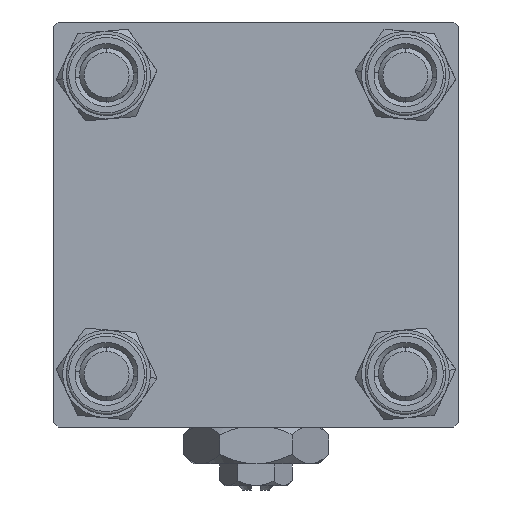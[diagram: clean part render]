
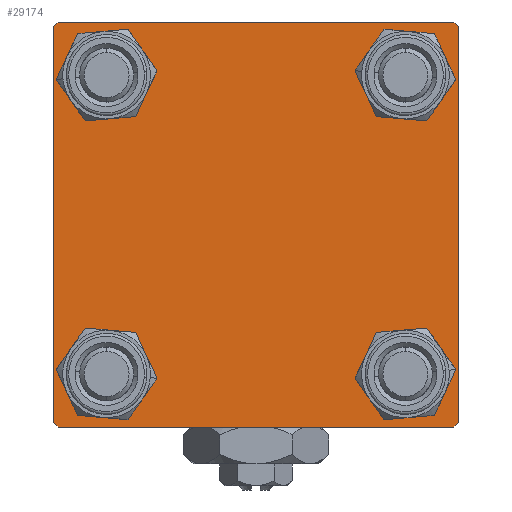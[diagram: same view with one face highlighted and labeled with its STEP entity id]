
A CAD part, left-side view. The second image highlights one B-rep face of the part: STEP entity #29174.
In plain terms, the highlighted planar face has unit normal (-1, 0, 0).
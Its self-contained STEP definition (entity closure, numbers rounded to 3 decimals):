
#1273 = EDGE_CURVE ( 'NONE', #33179, #51032, #56918, .T. ) ;
#1448 = VERTEX_POINT ( 'NONE', #23446 ) ;
#1601 = CIRCLE ( 'NONE', #6284, 3.5 ) ;
#2562 = CARTESIAN_POINT ( 'NONE',  ( 0., 22.5, 22. ) ) ;
#3323 = CARTESIAN_POINT ( 'NONE',  ( 0., -16.6, -20.1 ) ) ;
#3573 = CARTESIAN_POINT ( 'NONE',  ( 0., 22.25, -22.25 ) ) ;
#3734 = CARTESIAN_POINT ( 'NONE',  ( 0., -16.6, 13.1 ) ) ;
#3907 = DIRECTION ( 'NONE',  ( 0., 0., 1. ) ) ;
#3941 = CIRCLE ( 'NONE', #40824, 3.5 ) ;
#4300 = DIRECTION ( 'NONE',  ( 0., 0., 1. ) ) ;
#5082 = ORIENTED_EDGE ( 'NONE', *, *, #47560, .T. ) ;
#5828 = CIRCLE ( 'NONE', #57856, 3.5 ) ;
#6088 = VERTEX_POINT ( 'NONE', #51159 ) ;
#6245 = VECTOR ( 'NONE', #23211, 1000. ) ;
#6284 = AXIS2_PLACEMENT_3D ( 'NONE', #53510, #53796, #26549 ) ;
#7395 = DIRECTION ( 'NONE',  ( 0., -1., 0. ) ) ;
#7412 = ORIENTED_EDGE ( 'NONE', *, *, #26254, .T. ) ;
#7749 = EDGE_CURVE ( 'NONE', #58518, #36841, #17750, .T. ) ;
#7877 = LINE ( 'NONE', #40153, #12510 ) ;
#8129 = FACE_OUTER_BOUND ( 'NONE', #13231, .T. ) ;
#8211 = DIRECTION ( 'NONE',  ( 0., 0., 1. ) ) ;
#8416 = FACE_BOUND ( 'NONE', #29112, .T. ) ;
#8693 = CIRCLE ( 'NONE', #57839, 3.5 ) ;
#9601 = ORIENTED_EDGE ( 'NONE', *, *, #15128, .F. ) ;
#9838 = CARTESIAN_POINT ( 'NONE',  ( 0., 16.6, -20.1 ) ) ;
#10126 = DIRECTION ( 'NONE',  ( 0., 0., 1. ) ) ;
#11082 = CARTESIAN_POINT ( 'NONE',  ( 0., -22.5, -22. ) ) ;
#12144 = ORIENTED_EDGE ( 'NONE', *, *, #32141, .T. ) ;
#12435 = CARTESIAN_POINT ( 'NONE',  ( 0., -16.6, -16.6 ) ) ;
#12510 = VECTOR ( 'NONE', #22385, 1000. ) ;
#12734 = DIRECTION ( 'NONE',  ( 1., 0., 0. ) ) ;
#13077 = CARTESIAN_POINT ( 'NONE',  ( 0., 22.5, -22. ) ) ;
#13231 = EDGE_LOOP ( 'NONE', ( #37907, #22879, #7412, #34052, #18188, #54021, #9601, #5082 ) ) ;
#13488 = EDGE_CURVE ( 'NONE', #6088, #34427, #5828, .T. ) ;
#15115 = VERTEX_POINT ( 'NONE', #2562 ) ;
#15128 = EDGE_CURVE ( 'NONE', #53659, #19794, #7877, .T. ) ;
#15629 = AXIS2_PLACEMENT_3D ( 'NONE', #37847, #46447, #23377 ) ;
#15748 = AXIS2_PLACEMENT_3D ( 'NONE', #39897, #17685, #8211 ) ;
#15762 = VERTEX_POINT ( 'NONE', #44440 ) ;
#16442 = ORIENTED_EDGE ( 'NONE', *, *, #1273, .T. ) ;
#16474 = DIRECTION ( 'NONE',  ( 0., 0., -1. ) ) ;
#16890 = EDGE_LOOP ( 'NONE', ( #39114, #16442 ) ) ;
#17532 = EDGE_CURVE ( 'NONE', #34427, #6088, #56071, .T. ) ;
#17685 = DIRECTION ( 'NONE',  ( 1., 0., 0. ) ) ;
#17750 = LINE ( 'NONE', #3573, #46371 ) ;
#18188 = ORIENTED_EDGE ( 'NONE', *, *, #44328, .F. ) ;
#18964 = VECTOR ( 'NONE', #52079, 1000. ) ;
#19794 = VERTEX_POINT ( 'NONE', #33636 ) ;
#20160 = AXIS2_PLACEMENT_3D ( 'NONE', #23722, #24021, #54544 ) ;
#20227 = ORIENTED_EDGE ( 'NONE', *, *, #47106, .T. ) ;
#20369 = ORIENTED_EDGE ( 'NONE', *, *, #52388, .T. ) ;
#20408 = LINE ( 'NONE', #34625, #18964 ) ;
#20810 = DIRECTION ( 'NONE',  ( 0., 0., 1. ) ) ;
#20939 = ORIENTED_EDGE ( 'NONE', *, *, #13488, .T. ) ;
#21945 = DIRECTION ( 'NONE',  ( 1., 0., 0. ) ) ;
#22385 = DIRECTION ( 'NONE',  ( 0., -1., 0. ) ) ;
#22879 = ORIENTED_EDGE ( 'NONE', *, *, #7749, .T. ) ;
#22917 = FACE_BOUND ( 'NONE', #43308, .T. ) ;
#23211 = DIRECTION ( 'NONE',  ( 0., -0.707, 0.707 ) ) ;
#23255 = AXIS2_PLACEMENT_3D ( 'NONE', #26205, #49873, #4300 ) ;
#23377 = DIRECTION ( 'NONE',  ( 0., 0., 1. ) ) ;
#23446 = CARTESIAN_POINT ( 'NONE',  ( 0., -16.6, -13.1 ) ) ;
#23722 = CARTESIAN_POINT ( 'NONE',  ( 0., 16.6, -16.6 ) ) ;
#24021 = DIRECTION ( 'NONE',  ( 1., 0., 0. ) ) ;
#24029 = EDGE_CURVE ( 'NONE', #28531, #15762, #49715, .T. ) ;
#24235 = EDGE_LOOP ( 'NONE', ( #20227, #20369 ) ) ;
#24570 = CARTESIAN_POINT ( 'NONE',  ( 0., -22.25, 22.25 ) ) ;
#24771 = LINE ( 'NONE', #38983, #55553 ) ;
#25791 = EDGE_CURVE ( 'NONE', #33561, #40120, #28508, .T. ) ;
#25853 = CARTESIAN_POINT ( 'NONE',  ( 0., -16.6, 16.6 ) ) ;
#26205 = CARTESIAN_POINT ( 'NONE',  ( 0., 0., 0. ) ) ;
#26254 = EDGE_CURVE ( 'NONE', #36841, #33561, #56530, .T. ) ;
#26549 = DIRECTION ( 'NONE',  ( 0., 0., 1. ) ) ;
#27647 = CARTESIAN_POINT ( 'NONE',  ( 0., -22.25, -22.25 ) ) ;
#28508 = LINE ( 'NONE', #27647, #6245 ) ;
#28531 = VERTEX_POINT ( 'NONE', #44462 ) ;
#29112 = EDGE_LOOP ( 'NONE', ( #12144, #47380 ) ) ;
#29174 = ADVANCED_FACE ( 'NONE', ( #31216, #40688, #22917, #8416, #8129 ), #30936, .T. ) ;
#30936 = PLANE ( 'NONE',  #23255 ) ;
#31055 = CARTESIAN_POINT ( 'NONE',  ( 0., 22., 22.5 ) ) ;
#31216 = FACE_BOUND ( 'NONE', #16890, .T. ) ;
#31470 = EDGE_CURVE ( 'NONE', #51032, #33179, #1601, .T. ) ;
#32141 = EDGE_CURVE ( 'NONE', #15762, #28531, #41297, .T. ) ;
#32631 = CARTESIAN_POINT ( 'NONE',  ( 0., -16.6, -16.6 ) ) ;
#33179 = VERTEX_POINT ( 'NONE', #3734 ) ;
#33561 = VERTEX_POINT ( 'NONE', #33562 ) ;
#33562 = CARTESIAN_POINT ( 'NONE',  ( 0., -22., -22.5 ) ) ;
#33635 = CARTESIAN_POINT ( 'NONE',  ( 0., 22.25, 22.25 ) ) ;
#33636 = CARTESIAN_POINT ( 'NONE',  ( 0., -22., 22.5 ) ) ;
#34052 = ORIENTED_EDGE ( 'NONE', *, *, #25791, .T. ) ;
#34373 = DIRECTION ( 'NONE',  ( 0., 0., 1. ) ) ;
#34427 = VERTEX_POINT ( 'NONE', #9838 ) ;
#34508 = VERTEX_POINT ( 'NONE', #48894 ) ;
#34625 = CARTESIAN_POINT ( 'NONE',  ( 0., -22.5, 22.5 ) ) ;
#34632 = EDGE_CURVE ( 'NONE', #15115, #58518, #24771, .T. ) ;
#34966 = CARTESIAN_POINT ( 'NONE',  ( 0., 22., -22.5 ) ) ;
#35130 = VECTOR ( 'NONE', #42612, 1000. ) ;
#36841 = VERTEX_POINT ( 'NONE', #34966 ) ;
#37847 = CARTESIAN_POINT ( 'NONE',  ( 0., 16.6, 16.6 ) ) ;
#37907 = ORIENTED_EDGE ( 'NONE', *, *, #34632, .T. ) ;
#38983 = CARTESIAN_POINT ( 'NONE',  ( 0., 22.5, 22.5 ) ) ;
#39114 = ORIENTED_EDGE ( 'NONE', *, *, #31470, .T. ) ;
#39177 = VERTEX_POINT ( 'NONE', #3323 ) ;
#39897 = CARTESIAN_POINT ( 'NONE',  ( 0., 16.6, 16.6 ) ) ;
#40120 = VERTEX_POINT ( 'NONE', #11082 ) ;
#40153 = CARTESIAN_POINT ( 'NONE',  ( 0., 22.5, 22.5 ) ) ;
#40590 = CARTESIAN_POINT ( 'NONE',  ( 0., 16.6, -16.6 ) ) ;
#40688 = FACE_BOUND ( 'NONE', #24235, .T. ) ;
#40824 = AXIS2_PLACEMENT_3D ( 'NONE', #12435, #12734, #34373 ) ;
#40887 = AXIS2_PLACEMENT_3D ( 'NONE', #25853, #52797, #20810 ) ;
#41297 = CIRCLE ( 'NONE', #15748, 3.5 ) ;
#41796 = DIRECTION ( 'NONE',  ( 1., 0., 0. ) ) ;
#42612 = DIRECTION ( 'NONE',  ( 0., 0.707, 0.707 ) ) ;
#43308 = EDGE_LOOP ( 'NONE', ( #20939, #45642 ) ) ;
#43397 = LINE ( 'NONE', #33635, #47407 ) ;
#43417 = CARTESIAN_POINT ( 'NONE',  ( 0., -16.6, 20.1 ) ) ;
#43689 = DIRECTION ( 'NONE',  ( 0., 0.707, -0.707 ) ) ;
#44328 = EDGE_CURVE ( 'NONE', #34508, #40120, #20408, .T. ) ;
#44440 = CARTESIAN_POINT ( 'NONE',  ( 0., 16.6, 20.1 ) ) ;
#44462 = CARTESIAN_POINT ( 'NONE',  ( 0., 16.6, 13.1 ) ) ;
#44694 = DIRECTION ( 'NONE',  ( 0., -0.707, -0.707 ) ) ;
#45018 = VECTOR ( 'NONE', #7395, 1000. ) ;
#45148 = EDGE_CURVE ( 'NONE', #34508, #19794, #49854, .T. ) ;
#45642 = ORIENTED_EDGE ( 'NONE', *, *, #17532, .T. ) ;
#46371 = VECTOR ( 'NONE', #44694, 1000. ) ;
#46447 = DIRECTION ( 'NONE',  ( 1., 0., 0. ) ) ;
#47106 = EDGE_CURVE ( 'NONE', #1448, #39177, #3941, .T. ) ;
#47380 = ORIENTED_EDGE ( 'NONE', *, *, #24029, .T. ) ;
#47407 = VECTOR ( 'NONE', #43689, 1000. ) ;
#47560 = EDGE_CURVE ( 'NONE', #53659, #15115, #43397, .T. ) ;
#47970 = CARTESIAN_POINT ( 'NONE',  ( 0., 22.5, -22.5 ) ) ;
#48894 = CARTESIAN_POINT ( 'NONE',  ( 0., -22.5, 22. ) ) ;
#49715 = CIRCLE ( 'NONE', #15629, 3.5 ) ;
#49854 = LINE ( 'NONE', #24570, #35130 ) ;
#49873 = DIRECTION ( 'NONE',  ( -1., 0., 0. ) ) ;
#51032 = VERTEX_POINT ( 'NONE', #43417 ) ;
#51159 = CARTESIAN_POINT ( 'NONE',  ( 0., 16.6, -13.1 ) ) ;
#52079 = DIRECTION ( 'NONE',  ( 0., 0., -1. ) ) ;
#52388 = EDGE_CURVE ( 'NONE', #39177, #1448, #8693, .T. ) ;
#52797 = DIRECTION ( 'NONE',  ( 1., 0., 0. ) ) ;
#53510 = CARTESIAN_POINT ( 'NONE',  ( 0., -16.6, 16.6 ) ) ;
#53659 = VERTEX_POINT ( 'NONE', #31055 ) ;
#53796 = DIRECTION ( 'NONE',  ( 1., 0., 0. ) ) ;
#54021 = ORIENTED_EDGE ( 'NONE', *, *, #45148, .T. ) ;
#54544 = DIRECTION ( 'NONE',  ( 0., 0., 1. ) ) ;
#55553 = VECTOR ( 'NONE', #16474, 1000. ) ;
#56071 = CIRCLE ( 'NONE', #20160, 3.5 ) ;
#56530 = LINE ( 'NONE', #47970, #45018 ) ;
#56918 = CIRCLE ( 'NONE', #40887, 3.5 ) ;
#57839 = AXIS2_PLACEMENT_3D ( 'NONE', #32631, #41796, #10126 ) ;
#57856 = AXIS2_PLACEMENT_3D ( 'NONE', #40590, #21945, #3907 ) ;
#58518 = VERTEX_POINT ( 'NONE', #13077 ) ;
